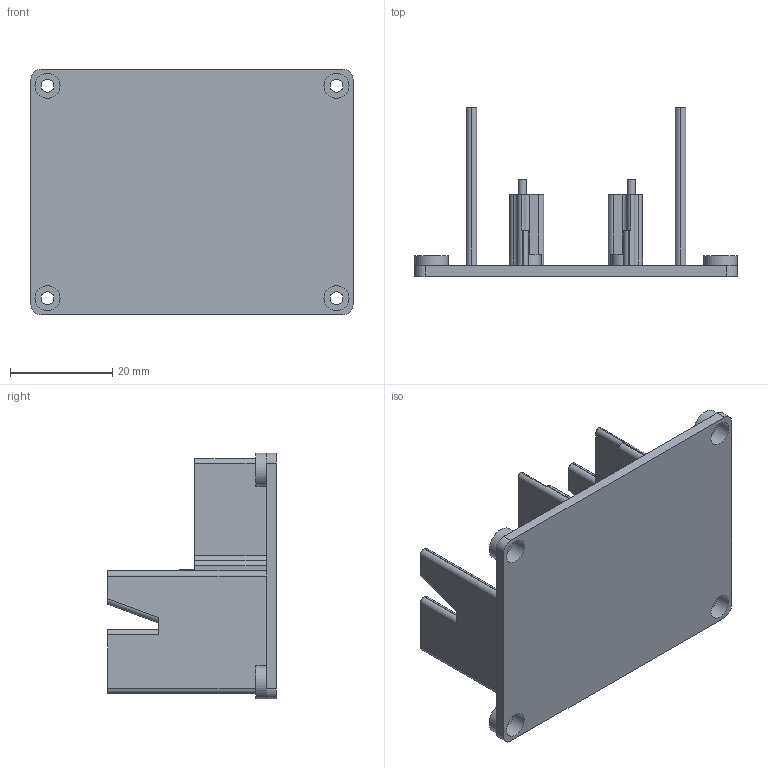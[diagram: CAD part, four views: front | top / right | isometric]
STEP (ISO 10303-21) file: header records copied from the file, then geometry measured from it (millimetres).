
FILE_DESCRIPTION(/* description */ (''),/* implementation_level */ '2;1');
FILE_NAME(/* name */ 'Boden.step',/* time_stamp */ '2025-06-22T19:00:18+02:00',/* author */ (''),/* organization */ (''),/* preprocessor_version */ 'ST-DEVELOPER v20.1',/* originating_system */ 'Autodesk Translation Framework v14.10.0.0',/* authorisation */ '');
FILE_SCHEMA (('AUTOMOTIVE_DESIGN { 1 0 10303 214 3 1 1 }'));
Length unit declared in the file: millimetre
Products named in the file (1): 2025-06-22-19-00-18-580
Bounding box: 63 x 33 x 48 mm (x, y, z)
Volume: 11495.5 mm3; surface area: 12342.3 mm2
Topology: 1 solids, 1 shells, 154 faces, 406 edges, 266 vertices
Faces by surface type: plane 79, cylinder 75
Full cylindrical faces by diameter (mm): 1.5 x4, 2.5 x4, 4.9 x4, 6.5 x4
Entity records: 4847 total; most frequent: DIRECTION 876, CARTESIAN_POINT 827, ORIENTED_EDGE 812, EDGE_CURVE 406, AXIS2_PLACEMENT_3D 315, VERTEX_POINT 266, LINE 246, VECTOR 246
